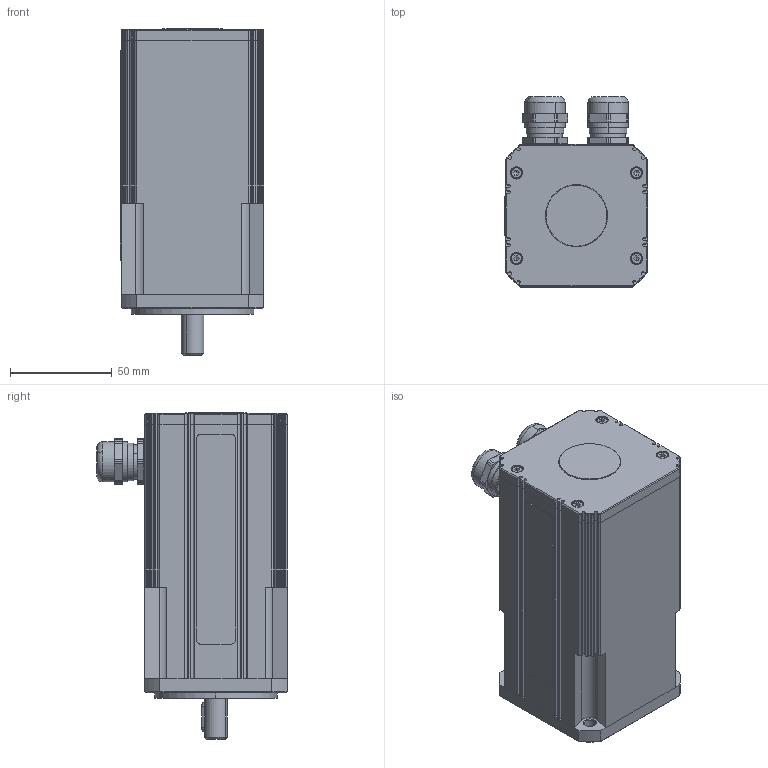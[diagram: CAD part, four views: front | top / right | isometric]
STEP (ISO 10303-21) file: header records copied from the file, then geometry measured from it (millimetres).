
FILE_DESCRIPTION((''),'2;1');
FILE_NAME('FP-307 + Resolver + Cables.stp','2013-09-12T11:58:36',('arodrigo'),(''),'Autodesk Inventor 9','Autodesk Inventor 9','');
FILE_SCHEMA(('AUTOMOTIVE_DESIGN { 1 0 10303 214 1 1 1 1 }'));
Length unit declared in the file: millimetre
Products named in the file (1): Pieza1
Bounding box: 70.5 x 93.5 x 160.5 mm (x, y, z)
Volume: 556380.9 mm3; surface area: 79739.7 mm2
Topology: 1 solids, 12 shells, 939 faces, 2336 edges, 1407 vertices
Faces by surface type: cylinder 386, plane 273, cone 137, bspline 105, torus 38
Entity records: 29663 total; most frequent: CARTESIAN_POINT 7265, DIRECTION 4898, ORIENTED_EDGE 4636, EDGE_CURVE 2318, AXIS2_PLACEMENT_3D 1898, VERTEX_POINT 1407, VECTOR 1102, LINE 1102
